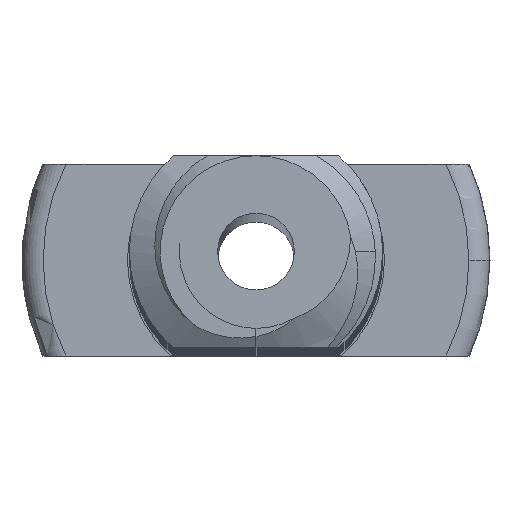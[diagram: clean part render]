
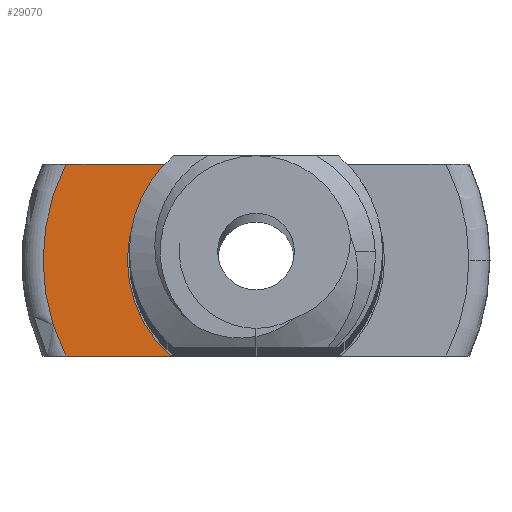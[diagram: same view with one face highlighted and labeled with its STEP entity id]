
A CAD part, top view. The second image highlights one B-rep face of the part: STEP entity #29070.
In plain terms, the highlighted planar face has unit normal (0, 0, 1).
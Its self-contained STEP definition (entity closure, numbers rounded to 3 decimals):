
#8105 = PLANE('',#8106);
#8106 = AXIS2_PLACEMENT_3D('',#8107,#8108,#8109);
#8107 = CARTESIAN_POINT('',(-12.5,-2.5,200.));
#8108 = DIRECTION('',(0.,1.,0.));
#8109 = DIRECTION('',(-1.,0.,0.));
#8894 = PLANE('',#8895);
#8895 = AXIS2_PLACEMENT_3D('',#8896,#8897,#8898);
#8896 = CARTESIAN_POINT('',(-12.5,2.5,200.));
#8897 = DIRECTION('',(0.,-1.,0.));
#8898 = DIRECTION('',(1.,0.,0.));
#11661 = VERTEX_POINT('',#11662);
#11662 = CARTESIAN_POINT('',(-2.23,-2.5,0.));
#11676 = CYLINDRICAL_SURFACE('',#11677,3.35);
#11677 = AXIS2_PLACEMENT_3D('',#11678,#11679,#11680);
#11678 = CARTESIAN_POINT('',(0.,0.,1.8)
  );
#11679 = DIRECTION('',(0.,0.,-1.));
#11680 = DIRECTION('',(1.,0.,0.));
#11688 = EDGE_CURVE('',#11689,#11661,#11691,.T.);
#11689 = VERTEX_POINT('',#11690);
#11690 = CARTESIAN_POINT('',(-4.955,-2.5,0.));
#11691 = SURFACE_CURVE('',#11692,(#11696,#11703),.PCURVE_S1.);
#11692 = LINE('',#11693,#11694);
#11693 = CARTESIAN_POINT('',(-6.25,-2.5,0.));
#11694 = VECTOR('',#11695,1.);
#11695 = DIRECTION('',(1.,0.,0.));
#11696 = PCURVE('',#8105,#11697);
#11697 = DEFINITIONAL_REPRESENTATION('',(#11698),#11702);
#11698 = LINE('',#11699,#11700);
#11699 = CARTESIAN_POINT('',(-6.25,-200.));
#11700 = VECTOR('',#11701,1.);
#11701 = DIRECTION('',(-1.,0.));
#11702 = ( GEOMETRIC_REPRESENTATION_CONTEXT(2) 
PARAMETRIC_REPRESENTATION_CONTEXT() REPRESENTATION_CONTEXT('2D SPACE',''
  ) );
#11703 = PCURVE('',#11704,#11709);
#11704 = PLANE('',#11705);
#11705 = AXIS2_PLACEMENT_3D('',#11706,#11707,#11708);
#11706 = CARTESIAN_POINT('',(0.,0.,
    0.));
#11707 = DIRECTION('',(0.,0.,-1.));
#11708 = DIRECTION('',(1.,0.,0.));
#11709 = DEFINITIONAL_REPRESENTATION('',(#11710),#11714);
#11710 = LINE('',#11711,#11712);
#11711 = CARTESIAN_POINT('',(-6.25,2.5));
#11712 = VECTOR('',#11713,1.);
#11713 = DIRECTION('',(1.,0.));
#11714 = ( GEOMETRIC_REPRESENTATION_CONTEXT(2) 
PARAMETRIC_REPRESENTATION_CONTEXT() REPRESENTATION_CONTEXT('2D SPACE',''
  ) );
#11770 = TOROIDAL_SURFACE('',#11771,5.55,0.55);
#11771 = AXIS2_PLACEMENT_3D('',#11772,#11773,#11774);
#11772 = CARTESIAN_POINT('',(0.,0.,-0.55
    ));
#11773 = DIRECTION('',(0.,0.,1.));
#11774 = DIRECTION('',(1.,0.,0.));
#25663 = VERTEX_POINT('',#25664);
#25664 = CARTESIAN_POINT('',(-2.23,2.5,0.));
#25685 = EDGE_CURVE('',#25686,#25663,#25688,.T.);
#25686 = VERTEX_POINT('',#25687);
#25687 = CARTESIAN_POINT('',(-4.955,2.5,0.));
#25688 = SURFACE_CURVE('',#25689,(#25693,#25700),.PCURVE_S1.);
#25689 = LINE('',#25690,#25691);
#25690 = CARTESIAN_POINT('',(-6.25,2.5,0.));
#25691 = VECTOR('',#25692,1.);
#25692 = DIRECTION('',(1.,0.,0.));
#25693 = PCURVE('',#8894,#25694);
#25694 = DEFINITIONAL_REPRESENTATION('',(#25695),#25699);
#25695 = LINE('',#25696,#25697);
#25696 = CARTESIAN_POINT('',(6.25,-200.));
#25697 = VECTOR('',#25698,1.);
#25698 = DIRECTION('',(1.,0.));
#25699 = ( GEOMETRIC_REPRESENTATION_CONTEXT(2) 
PARAMETRIC_REPRESENTATION_CONTEXT() REPRESENTATION_CONTEXT('2D SPACE',''
  ) );
#25700 = PCURVE('',#11704,#25701);
#25701 = DEFINITIONAL_REPRESENTATION('',(#25702),#25706);
#25702 = LINE('',#25703,#25704);
#25703 = CARTESIAN_POINT('',(-6.25,-2.5));
#25704 = VECTOR('',#25705,1.);
#25705 = DIRECTION('',(1.,0.));
#25706 = ( GEOMETRIC_REPRESENTATION_CONTEXT(2) 
PARAMETRIC_REPRESENTATION_CONTEXT() REPRESENTATION_CONTEXT('2D SPACE',''
  ) );
#28975 = EDGE_CURVE('',#11661,#25663,#28976,.T.);
#28976 = SURFACE_CURVE('',#28977,(#28982,#28989),.PCURVE_S1.);
#28977 = CIRCLE('',#28978,3.35);
#28978 = AXIS2_PLACEMENT_3D('',#28979,#28980,#28981);
#28979 = CARTESIAN_POINT('',(0.,0.,
    0.));
#28980 = DIRECTION('',(0.,0.,-1.));
#28981 = DIRECTION('',(1.,0.,0.));
#28982 = PCURVE('',#11676,#28983);
#28983 = DEFINITIONAL_REPRESENTATION('',(#28984),#28988);
#28984 = LINE('',#28985,#28986);
#28985 = CARTESIAN_POINT('',(0.,1.8));
#28986 = VECTOR('',#28987,1.);
#28987 = DIRECTION('',(1.,0.));
#28988 = ( GEOMETRIC_REPRESENTATION_CONTEXT(2) 
PARAMETRIC_REPRESENTATION_CONTEXT() REPRESENTATION_CONTEXT('2D SPACE',''
  ) );
#28989 = PCURVE('',#11704,#28990);
#28990 = DEFINITIONAL_REPRESENTATION('',(#28991),#28995);
#28991 = CIRCLE('',#28992,3.35);
#28992 = AXIS2_PLACEMENT_2D('',#28993,#28994);
#28993 = CARTESIAN_POINT('',(0.,0.));
#28994 = DIRECTION('',(1.,0.));
#28995 = ( GEOMETRIC_REPRESENTATION_CONTEXT(2) 
PARAMETRIC_REPRESENTATION_CONTEXT() REPRESENTATION_CONTEXT('2D SPACE',''
  ) );
#29070 = ADVANCED_FACE('',(#29071),#11704,.F.);
#29071 = FACE_BOUND('',#29072,.T.);
#29072 = EDGE_LOOP('',(#29073,#29074,#29075,#29076));
#29073 = ORIENTED_EDGE('',*,*,#11688,.T.);
#29074 = ORIENTED_EDGE('',*,*,#28975,.T.);
#29075 = ORIENTED_EDGE('',*,*,#25685,.F.);
#29076 = ORIENTED_EDGE('',*,*,#29077,.F.);
#29077 = EDGE_CURVE('',#11689,#25686,#29078,.T.);
#29078 = SURFACE_CURVE('',#29079,(#29084,#29091),.PCURVE_S1.);
#29079 = CIRCLE('',#29080,5.55);
#29080 = AXIS2_PLACEMENT_3D('',#29081,#29082,#29083);
#29081 = CARTESIAN_POINT('',(0.,0.,
    0.));
#29082 = DIRECTION('',(0.,0.,-1.));
#29083 = DIRECTION('',(1.,0.,0.));
#29084 = PCURVE('',#11704,#29085);
#29085 = DEFINITIONAL_REPRESENTATION('',(#29086),#29090);
#29086 = CIRCLE('',#29087,5.55);
#29087 = AXIS2_PLACEMENT_2D('',#29088,#29089);
#29088 = CARTESIAN_POINT('',(0.,0.));
#29089 = DIRECTION('',(1.,0.));
#29090 = ( GEOMETRIC_REPRESENTATION_CONTEXT(2) 
PARAMETRIC_REPRESENTATION_CONTEXT() REPRESENTATION_CONTEXT('2D SPACE',''
  ) );
#29091 = PCURVE('',#11770,#29092);
#29092 = DEFINITIONAL_REPRESENTATION('',(#29093),#29097);
#29093 = LINE('',#29094,#29095);
#29094 = CARTESIAN_POINT('',(0.,7.854));
#29095 = VECTOR('',#29096,1.);
#29096 = DIRECTION('',(-1.,0.));
#29097 = ( GEOMETRIC_REPRESENTATION_CONTEXT(2) 
PARAMETRIC_REPRESENTATION_CONTEXT() REPRESENTATION_CONTEXT('2D SPACE',''
  ) );
